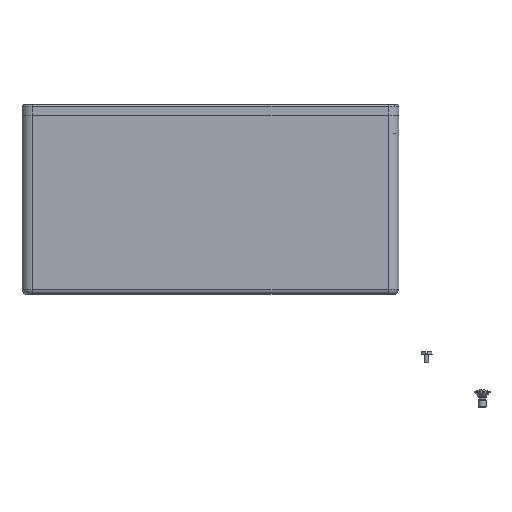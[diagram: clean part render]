
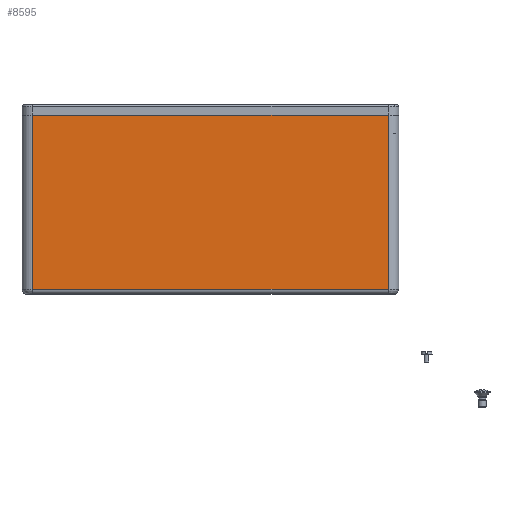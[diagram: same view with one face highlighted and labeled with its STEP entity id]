
A CAD part, left-side view. The second image highlights one B-rep face of the part: STEP entity #8595.
In plain terms, the highlighted planar face has unit normal (-1, 0, 0).
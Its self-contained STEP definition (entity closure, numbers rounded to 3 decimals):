
#412=PLANE('',#9003);
#1221=FACE_OUTER_BOUND('',#1720,.T.);
#1720=EDGE_LOOP('',(#7533,#7534,#7535,#7536));
#2348=LINE('',#15788,#3132);
#2352=LINE('',#15809,#3136);
#2353=LINE('',#15811,#3137);
#2354=LINE('',#15812,#3138);
#3132=VECTOR('',#10146,10.);
#3136=VECTOR('',#10160,10.);
#3137=VECTOR('',#10161,10.);
#3138=VECTOR('',#10162,10.);
#4166=VERTEX_POINT('',#15780);
#4168=VERTEX_POINT('',#15786);
#4171=VERTEX_POINT('',#15808);
#4172=VERTEX_POINT('',#15810);
#5325=EDGE_CURVE('',#4168,#4166,#2348,.T.);
#5332=EDGE_CURVE('',#4171,#4168,#2352,.T.);
#5333=EDGE_CURVE('',#4172,#4171,#2353,.T.);
#5334=EDGE_CURVE('',#4166,#4172,#2354,.T.);
#7533=ORIENTED_EDGE('',*,*,#5325,.F.);
#7534=ORIENTED_EDGE('',*,*,#5332,.F.);
#7535=ORIENTED_EDGE('',*,*,#5333,.F.);
#7536=ORIENTED_EDGE('',*,*,#5334,.F.);
#8595=ADVANCED_FACE('',(#1221),#412,.F.);
#9003=AXIS2_PLACEMENT_3D('',#15807,#10158,#10159);
#10146=DIRECTION('',(0.,1.,0.));
#10158=DIRECTION('center_axis',(1.,0.,0.));
#10159=DIRECTION('ref_axis',(0.,0.,-1.));
#10160=DIRECTION('',(0.,0.,-1.));
#10161=DIRECTION('',(0.,-1.,0.));
#10162=DIRECTION('',(0.,0.,1.));
#15780=CARTESIAN_POINT('',(23.39,73.,1.));
#15786=CARTESIAN_POINT('',(23.39,4.49,1.));
#15788=CARTESIAN_POINT('',(23.39,56.873,1.));
#15807=CARTESIAN_POINT('Origin',(23.39,75.,0.));
#15808=CARTESIAN_POINT('',(23.39,4.49,34.5));
#15809=CARTESIAN_POINT('',(23.39,4.49,0.));
#15810=CARTESIAN_POINT('',(23.39,73.,34.5));
#15811=CARTESIAN_POINT('',(23.39,56.896,34.5));
#15812=CARTESIAN_POINT('',(23.39,73.,0.));
